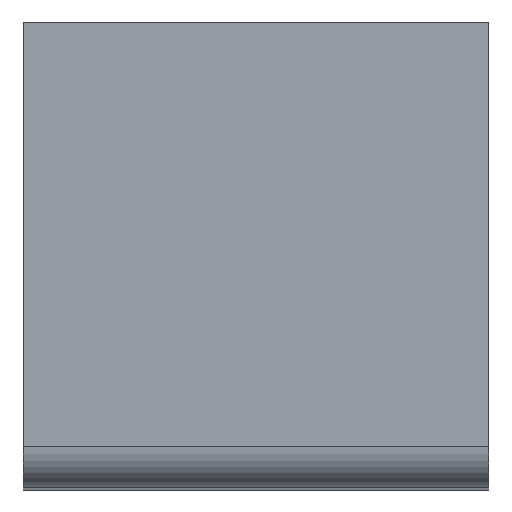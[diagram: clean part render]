
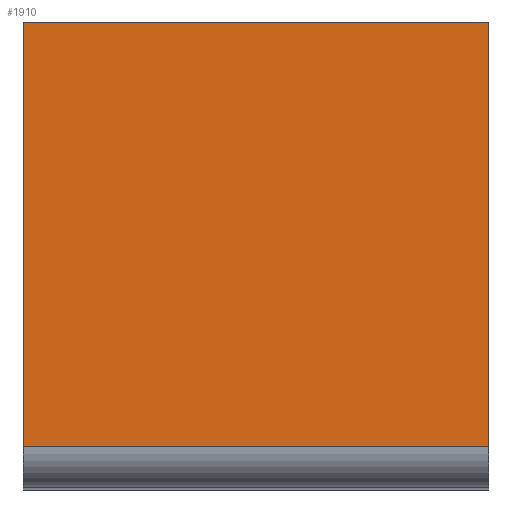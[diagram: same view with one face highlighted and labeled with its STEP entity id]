
A CAD part, top view. The second image highlights one B-rep face of the part: STEP entity #1910.
In plain terms, the highlighted planar face has unit normal (0, 0, 1).
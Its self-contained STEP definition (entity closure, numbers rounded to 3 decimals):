
#100=CARTESIAN_POINT('',(-20.0,-16.5,60.0));
#101=VERTEX_POINT('',#100);
#109=CARTESIAN_POINT('',(-20.0,20.0,60.0));
#110=VERTEX_POINT('',#109);
#111=CARTESIAN_POINT('',(-20.0,-16.5,60.0));
#112=DIRECTION('',(0.0,1.0,0.0));
#113=VECTOR('',#112,36.5);
#114=LINE('',#111,#113);
#115=EDGE_CURVE('',#101,#110,#114,.T.);
#220=CARTESIAN_POINT('',(20.0,-16.5,60.0));
#221=VERTEX_POINT('',#220);
#229=CARTESIAN_POINT('',(20.0,-16.5,60.0));
#230=DIRECTION('',(-1.0,0.0,0.0));
#231=VECTOR('',#230,40.0);
#232=LINE('',#229,#231);
#233=EDGE_CURVE('',#221,#101,#232,.T.);
#813=CARTESIAN_POINT('',(20.0,20.0,60.0));
#814=VERTEX_POINT('',#813);
#821=CARTESIAN_POINT('',(20.0,20.0,60.0));
#822=DIRECTION('',(0.0,-1.0,0.0));
#823=VECTOR('',#822,36.5);
#824=LINE('',#821,#823);
#825=EDGE_CURVE('',#814,#221,#824,.T.);
#1138=CARTESIAN_POINT('',(-20.0,20.0,60.0));
#1139=DIRECTION('',(1.0,0.0,0.0));
#1140=VECTOR('',#1139,40.0);
#1141=LINE('',#1138,#1140);
#1142=EDGE_CURVE('',#110,#814,#1141,.T.);
#1899=CARTESIAN_POINT('',(0.0,0.,60.0));
#1900=DIRECTION('',(0.0,0.0,1.0));
#1901=DIRECTION('',(1.0,0.0,0.0));
#1902=AXIS2_PLACEMENT_3D('',#1899,#1900,#1901);
#1903=PLANE('',#1902);
#1904=ORIENTED_EDGE('',*,*,#233,.F.);
#1905=ORIENTED_EDGE('',*,*,#825,.F.);
#1906=ORIENTED_EDGE('',*,*,#1142,.F.);
#1907=ORIENTED_EDGE('',*,*,#115,.F.);
#1908=EDGE_LOOP('',(#1904,#1905,#1906,#1907));
#1909=FACE_OUTER_BOUND('',#1908,.T.);
#1910=ADVANCED_FACE('',(#1909),#1903,.T.);
